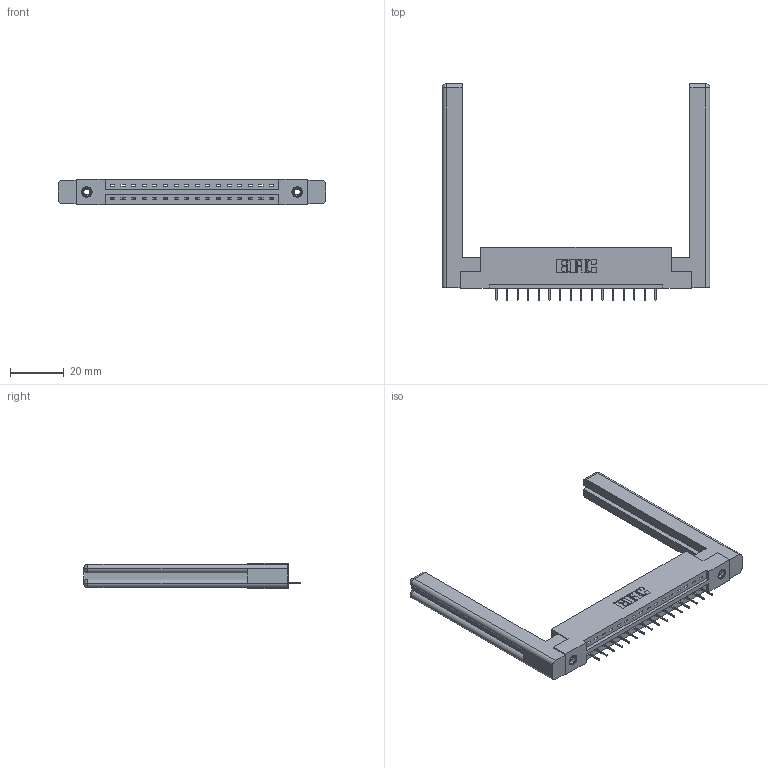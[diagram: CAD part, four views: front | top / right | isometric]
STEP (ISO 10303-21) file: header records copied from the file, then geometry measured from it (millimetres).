
FILE_DESCRIPTION (( 'STEP AP203' ), '1' );
FILE_NAME ('387-016-524-158.STEP', '2019-10-02T18:14:48', ( '' ), ( '' ), 'SwSTEP 2.0', 'SolidWorks 2016', '' );
FILE_SCHEMA (( 'CONFIG_CONTROL_DESIGN' ));
Length unit declared in the file: inch
Products named in the file (5): 387-016-524-158; 337 Part_Flush Mounting Lugs - 0.156 Dia-TI; 345-292-001_345-293-124; 345-250-001_345-250-001-102; 307-220-058
Assembly tree (21 placements, depth 2):
  387-016-524-158
    337 Part_Flush Mounting Lugs - 0.156 Dia-TI
    345-292-001_345-293-124  x16
    345-250-001_345-250-001-102  x2
    307-220-058  x2
Bounding box: 100.03 x 80.78 x 9.4 mm (x, y, z)
Volume: 17169.5 mm3; surface area: 15187.6 mm2
Topology: 21 solids, 21 shells, 1312 faces, 3737 edges, 2414 vertices
Faces by surface type: plane 986, cylinder 302, cone 12, torus 12
Entity records: 17964 total; most frequent: CARTESIAN_POINT 3125, ORIENTED_EDGE 3016, DIRECTION 2704, EDGE_CURVE 1508, VECTOR 1336, LINE 1336, VERTEX_POINT 994, AXIS2_PLACEMENT_3D 684
